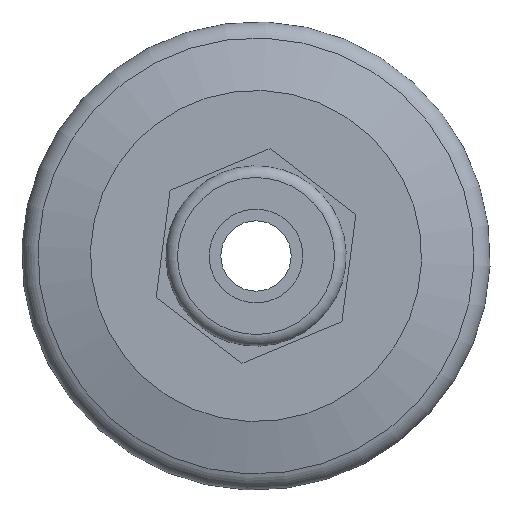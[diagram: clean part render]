
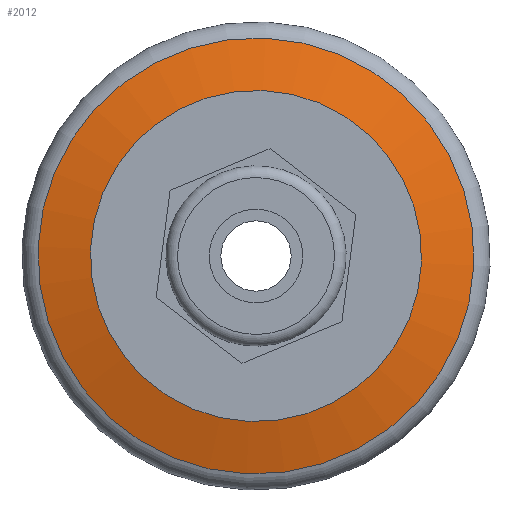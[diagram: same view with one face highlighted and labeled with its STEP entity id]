
A CAD part, left-side view. The second image highlights one B-rep face of the part: STEP entity #2012.
In plain terms, the highlighted conical face has half-angle 75 degrees and reference radius 14.141 mm.
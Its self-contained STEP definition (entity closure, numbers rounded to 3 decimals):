
#521 = DIRECTION ( 'NONE',  ( -1., 0., 0. ) ) ;
#1015 = DIRECTION ( 'NONE',  ( 0., 0.924, 0.382 ) ) ;
#1812 = CIRCLE ( 'NONE', #4629, 14.141 ) ;
#2012 = ADVANCED_FACE ( 'NONE', ( #7326, #4193 ), #3811, .T. ) ;
#2593 = VERTEX_POINT ( 'NONE', #6641 ) ;
#2636 = ORIENTED_EDGE ( 'NONE', *, *, #3027, .T. ) ;
#3027 = EDGE_CURVE ( 'NONE', #2593, #2593, #6348, .T. ) ;
#3811 = CONICAL_SURFACE ( 'NONE', #5414, 14.141, 1.309 ) ;
#3968 = CARTESIAN_POINT ( 'NONE',  ( -10.07, 0., 31.2 ) ) ;
#4035 = CARTESIAN_POINT ( 'NONE',  ( -10.07, 0., 31.2 ) ) ;
#4193 = FACE_BOUND ( 'NONE', #7419, .T. ) ;
#4627 = DIRECTION ( 'NONE',  ( 1., 0., 0. ) ) ;
#4629 = AXIS2_PLACEMENT_3D ( 'NONE', #3968, #5728, #1015 ) ;
#4684 = DIRECTION ( 'NONE',  ( 0., -0.924, -0.382 ) ) ;
#4763 = ORIENTED_EDGE ( 'NONE', *, *, #5933, .F. ) ;
#4850 = EDGE_LOOP ( 'NONE', ( #2636 ) ) ;
#5216 = CARTESIAN_POINT ( 'NONE',  ( -8.87, 0., 31.2 ) ) ;
#5414 = AXIS2_PLACEMENT_3D ( 'NONE', #4035, #4627, #4684 ) ;
#5500 = CARTESIAN_POINT ( 'NONE',  ( -10.07, 13.069, 36.6 ) ) ;
#5728 = DIRECTION ( 'NONE',  ( -1., 0., 0. ) ) ;
#5804 = DIRECTION ( 'NONE',  ( 0., 0.924, 0.382 ) ) ;
#5933 = EDGE_CURVE ( 'NONE', #6180, #6180, #1812, .T. ) ;
#6180 = VERTEX_POINT ( 'NONE', #5500 ) ;
#6348 = CIRCLE ( 'NONE', #6968, 18.618 ) ;
#6641 = CARTESIAN_POINT ( 'NONE',  ( -8.87, 17.207, 38.309 ) ) ;
#6968 = AXIS2_PLACEMENT_3D ( 'NONE', #5216, #521, #5804 ) ;
#7326 = FACE_OUTER_BOUND ( 'NONE', #4850, .T. ) ;
#7419 = EDGE_LOOP ( 'NONE', ( #4763 ) ) ;
